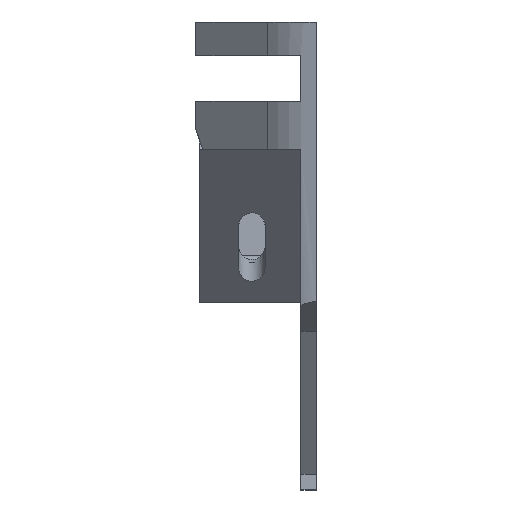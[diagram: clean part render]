
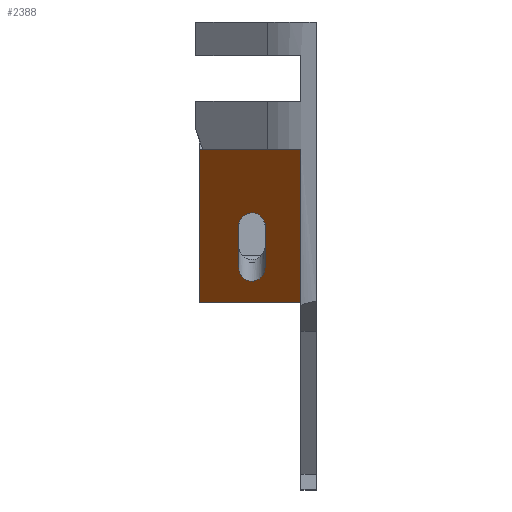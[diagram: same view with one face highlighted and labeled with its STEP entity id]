
A CAD part, top view. The second image highlights one B-rep face of the part: STEP entity #2388.
In plain terms, the highlighted planar face has unit normal (0, -0.701, 0.713).
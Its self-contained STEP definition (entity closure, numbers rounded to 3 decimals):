
#144=ELLIPSE('',#2523,3.707,2.6);
#146=ELLIPSE('',#2527,3.707,2.6);
#174=FACE_BOUND('',#476,.T.);
#235=PLANE('',#2586);
#339=FACE_OUTER_BOUND('',#475,.T.);
#475=EDGE_LOOP('',(#2101,#2102,#2103,#2104));
#476=EDGE_LOOP('',(#2105,#2106,#2107,#2108));
#626=LINE('',#3576,#878);
#654=LINE('',#3657,#906);
#658=LINE('',#3669,#910);
#680=LINE('',#3723,#932);
#705=LINE('',#3788,#957);
#724=LINE('',#3837,#976);
#878=VECTOR('',#2858,10.);
#906=VECTOR('',#2932,10.);
#910=VECTOR('',#2944,10.);
#932=VECTOR('',#3008,10.);
#957=VECTOR('',#3079,10.);
#976=VECTOR('',#3134,10.);
#1209=VERTEX_POINT('',#3573);
#1210=VERTEX_POINT('',#3575);
#1239=VERTEX_POINT('',#3654);
#1240=VERTEX_POINT('',#3656);
#1242=VERTEX_POINT('',#3662);
#1244=VERTEX_POINT('',#3668);
#1254=VERTEX_POINT('',#3720);
#1255=VERTEX_POINT('',#3722);
#1446=EDGE_CURVE('',#1209,#1210,#626,.T.);
#1487=EDGE_CURVE('',#1240,#1239,#654,.T.);
#1490=EDGE_CURVE('',#1242,#1240,#144,.T.);
#1493=EDGE_CURVE('',#1244,#1242,#658,.T.);
#1496=EDGE_CURVE('',#1239,#1244,#146,.T.);
#1521=EDGE_CURVE('',#1254,#1255,#680,.T.);
#1554=EDGE_CURVE('',#1210,#1254,#705,.T.);
#1579=EDGE_CURVE('',#1255,#1209,#724,.T.);
#2101=ORIENTED_EDGE('',*,*,#1446,.F.);
#2102=ORIENTED_EDGE('',*,*,#1579,.F.);
#2103=ORIENTED_EDGE('',*,*,#1521,.F.);
#2104=ORIENTED_EDGE('',*,*,#1554,.F.);
#2105=ORIENTED_EDGE('',*,*,#1493,.T.);
#2106=ORIENTED_EDGE('',*,*,#1490,.T.);
#2107=ORIENTED_EDGE('',*,*,#1487,.T.);
#2108=ORIENTED_EDGE('',*,*,#1496,.T.);
#2388=ADVANCED_FACE('',(#339,#174),#235,.T.);
#2523=AXIS2_PLACEMENT_3D('',#3663,#2938,#2939);
#2527=AXIS2_PLACEMENT_3D('',#3673,#2950,#2951);
#2586=AXIS2_PLACEMENT_3D('',#3836,#3132,#3133);
#2858=DIRECTION('',(0.,-0.713,-0.701));
#2932=DIRECTION('',(0.,-0.713,-0.701));
#2938=DIRECTION('center_axis',(0.,0.701,-0.713));
#2939=DIRECTION('ref_axis',(0.,0.713,0.701));
#2944=DIRECTION('',(0.,0.713,0.701));
#2950=DIRECTION('center_axis',(0.,0.701,-0.713));
#2951=DIRECTION('ref_axis',(0.,-0.713,-0.701));
#3008=DIRECTION('',(0.,0.713,0.701));
#3079=DIRECTION('',(-1.,0.,0.));
#3132=DIRECTION('center_axis',(0.,-0.701,
0.713));
#3133=DIRECTION('ref_axis',(0.,-0.713,-0.701));
#3134=DIRECTION('',(1.,0.,0.));
#3573=CARTESIAN_POINT('',(-59.69,-40.603,-28.26));
#3575=CARTESIAN_POINT('',(-59.69,-70.603,-57.775));
#3576=CARTESIAN_POINT('',(-59.69,-58.067,-45.441));
#3654=CARTESIAN_POINT('',(-66.738,-63.855,-51.136));
#3656=CARTESIAN_POINT('',(-66.738,-55.724,-43.136));
#3657=CARTESIAN_POINT('',(-66.738,-46.321,-33.886));
#3662=CARTESIAN_POINT('',(-71.938,-55.724,-43.136));
#3663=CARTESIAN_POINT('Origin',(-69.338,-55.724,-43.136));
#3668=CARTESIAN_POINT('',(-71.938,-63.855,-51.136));
#3669=CARTESIAN_POINT('',(-71.938,-44.322,-31.918));
#3673=CARTESIAN_POINT('Origin',(-69.338,-63.855,-51.136));
#3720=CARTESIAN_POINT('',(-79.702,-70.603,-57.775));
#3722=CARTESIAN_POINT('',(-79.702,-40.603,-28.26));
#3723=CARTESIAN_POINT('',(-79.702,-70.603,-57.775));
#3788=CARTESIAN_POINT('',(-59.69,-70.603,-57.775));
#3836=CARTESIAN_POINT('Origin',(-79.002,-40.603,-28.26));
#3837=CARTESIAN_POINT('',(-69.346,-40.603,-28.26));
